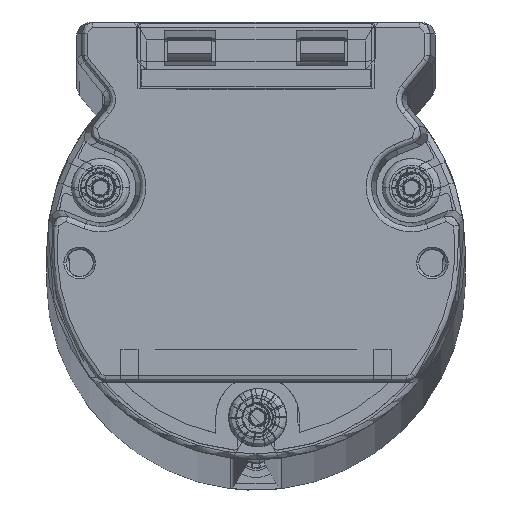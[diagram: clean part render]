
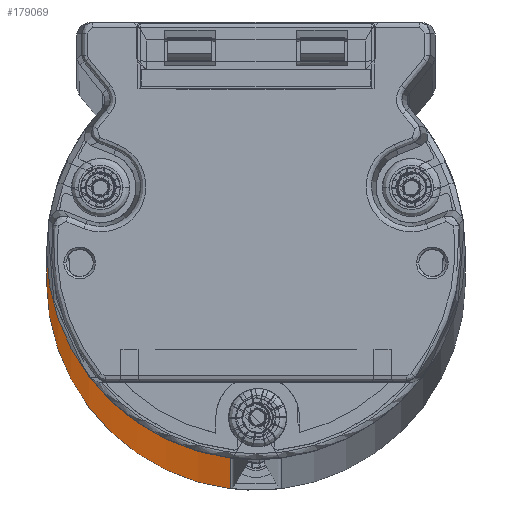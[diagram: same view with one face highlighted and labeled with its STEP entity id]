
A CAD part, top view. The second image highlights one B-rep face of the part: STEP entity #179069.
In plain terms, the highlighted cylindrical face has radius 19 mm (diameter 38 mm), a partial arc.
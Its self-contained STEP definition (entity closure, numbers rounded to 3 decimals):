
#74731=CARTESIAN_POINT('',(0.,0.,-1588.95));
#74732=DIRECTION('',(0.,0.,1.));
#74733=DIRECTION('',(-0.951,0.308,0.));
#74734=AXIS2_PLACEMENT_3D('',#74731,#74732,#74733);
#74736=DIRECTION('',(0.,0.,-1.));
#74737=VECTOR('',#74736,1588.95);
#74738=CARTESIAN_POINT('',(-18.075,5.857,
0.));
#74739=LINE('',#74738,#74737);
#74740=CARTESIAN_POINT('',(0.,0.,0.));
#74741=DIRECTION('',(0.,0.,-1.));
#74742=DIRECTION('',(-0.122,-0.992,0.));
#74743=AXIS2_PLACEMENT_3D('',#74740,#74741,#74742);
#74745=DIRECTION('',(0.,0.,1.));
#74746=VECTOR('',#74745,1588.95);
#74747=CARTESIAN_POINT('',(-2.323,-18.857,-1588.95));
#74748=LINE('',#74747,#74746);
#140709=CARTESIAN_POINT('',(-2.323,-18.857,0.));
#140710=CARTESIAN_POINT('',(-18.075,5.857,0.));
#140711=VERTEX_POINT('',#140709);
#140712=VERTEX_POINT('',#140710);
#141176=CARTESIAN_POINT('',(-18.075,5.857,-1588.95));
#141177=CARTESIAN_POINT('',(-2.323,-18.857,-1588.95));
#141178=VERTEX_POINT('',#141176);
#141179=VERTEX_POINT('',#141177);
#179057=CARTESIAN_POINT('',(0.,0.,0.));
#179058=DIRECTION('',(0.,0.,1.));
#179059=DIRECTION('',(1.,0.,0.));
#179060=AXIS2_PLACEMENT_3D('',#179057,#179058,#179059);
#179061=CYLINDRICAL_SURFACE('',#179060,19.);
#179062=ORIENTED_EDGE('',*,*,#177370,.F.);
#179063=ORIENTED_EDGE('',*,*,#179038,.F.);
#179064=ORIENTED_EDGE('',*,*,#175635,.F.);
#179066=ORIENTED_EDGE('',*,*,#179065,.F.);
#179067=EDGE_LOOP('',(#179062,#179063,#179064,#179066));
#179068=FACE_OUTER_BOUND('',#179067,.F.);
#179069=ADVANCED_FACE('',(#179068),#179061,.T.);
#74735=CIRCLE('',#74734,19.);
#74744=CIRCLE('',#74743,19.);
#175635=EDGE_CURVE('',#140711,#140712,#74744,.T.);
#177370=EDGE_CURVE('',#141178,#141179,#74735,.T.);
#179038=EDGE_CURVE('',#140712,#141178,#74739,.T.);
#179065=EDGE_CURVE('',#141179,#140711,#74748,.T.);
